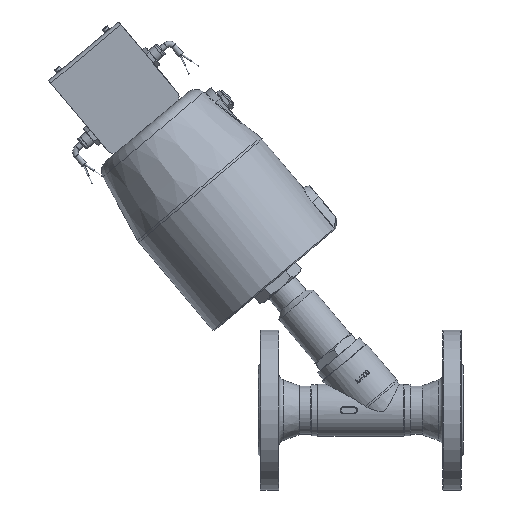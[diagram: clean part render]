
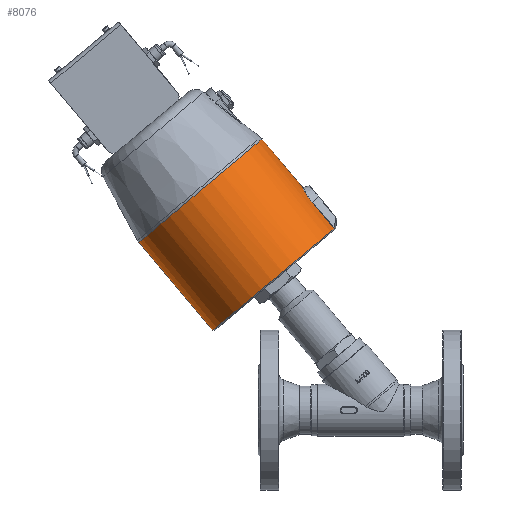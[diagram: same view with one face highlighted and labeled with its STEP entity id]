
A CAD part, left-side view. The second image highlights one B-rep face of the part: STEP entity #8076.
In plain terms, the highlighted cylindrical face has radius 70.5 mm (diameter 141 mm), a full revolution.
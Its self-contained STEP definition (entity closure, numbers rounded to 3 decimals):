
#107=B_SPLINE_CURVE_WITH_KNOTS('',3,(#11760,#11761,#11762,#11763,#11764,
#11765,#11766,#11767,#11768,#11769),.UNSPECIFIED.,.F.,.F.,(4,1,1,1,1,1,
1,4),(-5.302,-4.544,-3.787,-3.03,
-2.272,-1.515,-0.757,0.),
 .UNSPECIFIED.);
#468=LINE('',#11606,#873);
#473=LINE('',#11759,#878);
#873=VECTOR('',#9530,30.);
#878=VECTOR('',#9561,30.);
#2145=FACE_BOUND('',#2866,.T.);
#2333=FACE_OUTER_BOUND('',#2865,.T.);
#2865=EDGE_LOOP('',(#5867,#5868,#5869,#5870));
#2866=EDGE_LOOP('',(#5871));
#3504=CIRCLE('',#8626,70.5);
#3508=CIRCLE('',#8637,70.5);
#3855=VERTEX_POINT('',#11573);
#3856=VERTEX_POINT('',#11574);
#3860=VERTEX_POINT('',#11605);
#3866=VERTEX_POINT('',#11750);
#3869=VERTEX_POINT('',#11758);
#4629=EDGE_CURVE('',#3855,#3856,#3504,.T.);
#4636=EDGE_CURVE('',#3855,#3860,#468,.T.);
#4650=EDGE_CURVE('',#3866,#3866,#3508,.T.);
#4653=EDGE_CURVE('',#3869,#3856,#473,.T.);
#4654=EDGE_CURVE('',#3860,#3869,#107,.T.);
#5867=ORIENTED_EDGE('',*,*,#4629,.T.);
#5868=ORIENTED_EDGE('',*,*,#4653,.F.);
#5869=ORIENTED_EDGE('',*,*,#4654,.F.);
#5870=ORIENTED_EDGE('',*,*,#4636,.F.);
#5871=ORIENTED_EDGE('',*,*,#4650,.F.);
#7933=CYLINDRICAL_SURFACE('',#8641,70.5);
#8076=ADVANCED_FACE('',(#2333,#2145),#7933,.T.);
#8626=AXIS2_PLACEMENT_3D('',#11575,#9522,#9523);
#8637=AXIS2_PLACEMENT_3D('',#11751,#9551,#9552);
#8641=AXIS2_PLACEMENT_3D('',#11757,#9559,#9560);
#9522=DIRECTION('center_axis',(0.,0.643,
0.766));
#9523=DIRECTION('ref_axis',(0.,-0.766,0.643));
#9530=DIRECTION('',(0.,0.643,0.766));
#9551=DIRECTION('center_axis',(0.,0.643,
0.766));
#9552=DIRECTION('ref_axis',(0.,0.766,-0.643));
#9559=DIRECTION('center_axis',(0.,0.643,
0.766));
#9560=DIRECTION('ref_axis',(0.,-0.766,0.643));
#9561=DIRECTION('',(0.,-0.643,-0.766));
#11573=CARTESIAN_POINT('',(17.265,79.442,159.303));
#11574=CARTESIAN_POINT('',(-17.265,79.442,159.303));
#11575=CARTESIAN_POINT('Origin',(0.,131.804,
115.366));
#11605=CARTESIAN_POINT('',(17.265,98.726,182.284));
#11606=CARTESIAN_POINT('',(17.265,111.582,197.605));
#11750=CARTESIAN_POINT('',(0.,142.656,237.978));
#11751=CARTESIAN_POINT('Origin',(0.,196.662,
192.662));
#11757=CARTESIAN_POINT('Origin',(0.,163.943,
153.669));
#11758=CARTESIAN_POINT('',(-17.265,98.726,182.284));
#11759=CARTESIAN_POINT('',(-17.265,111.582,197.605));
#11760=CARTESIAN_POINT('Ctrl Pts',(17.265,98.726,182.284));
#11761=CARTESIAN_POINT('Ctrl Pts',(17.265,100.349,184.218));
#11762=CARTESIAN_POINT('Ctrl Pts',(15.961,103.322,188.303));
#11763=CARTESIAN_POINT('Ctrl Pts',(10.828,106.21,193.395));
#11764=CARTESIAN_POINT('Ctrl Pts',(3.832,107.584,196.227));
#11765=CARTESIAN_POINT('Ctrl Pts',(-3.806,107.589,196.241));
#11766=CARTESIAN_POINT('Ctrl Pts',(-10.832,106.206,193.387));
#11767=CARTESIAN_POINT('Ctrl Pts',(-15.95,103.331,188.318));
#11768=CARTESIAN_POINT('Ctrl Pts',(-17.265,100.349,184.218));
#11769=CARTESIAN_POINT('Ctrl Pts',(-17.265,98.726,182.284));
